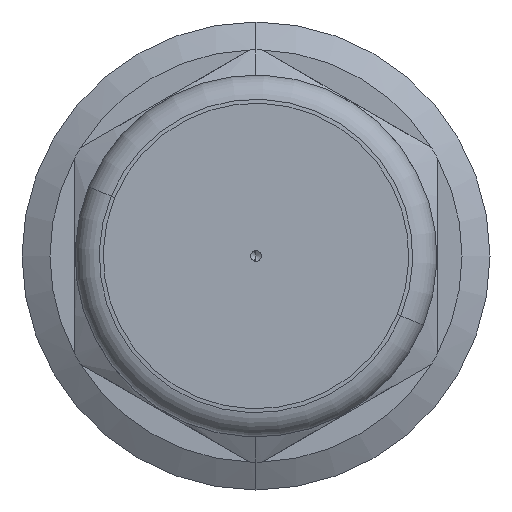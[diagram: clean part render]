
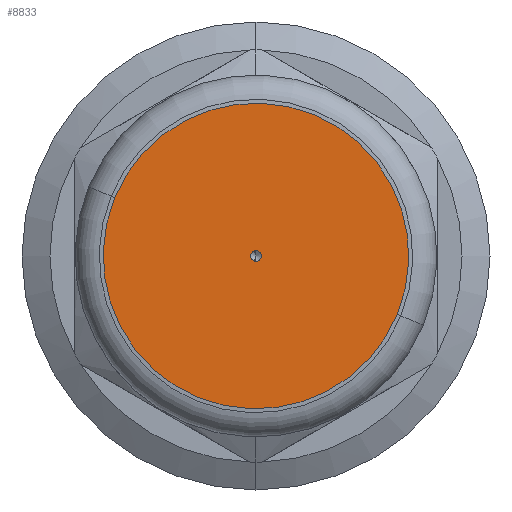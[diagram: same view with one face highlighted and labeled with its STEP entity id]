
A CAD part, left-side view. The second image highlights one B-rep face of the part: STEP entity #8833.
In plain terms, the highlighted planar face has unit normal (-1, 0, 0).
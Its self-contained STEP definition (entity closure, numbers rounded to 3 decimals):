
#346 = ORIENTED_EDGE ( 'NONE', *, *, #5386, .T. ) ;
#658 = PLANE ( 'NONE',  #7927 ) ;
#834 = VERTEX_POINT ( 'NONE', #2106 ) ;
#882 = EDGE_LOOP ( 'NONE', ( #15985, #15816 ) ) ;
#1069 = DIRECTION ( 'NONE',  ( 1., 0., 0. ) ) ;
#1592 = FACE_BOUND ( 'NONE', #7449, .T. ) ;
#1999 = CARTESIAN_POINT ( 'NONE',  ( -68.9, 0., 0. ) ) ;
#2098 = VERTEX_POINT ( 'NONE', #3047 ) ;
#2106 = CARTESIAN_POINT ( 'NONE',  ( -68.9, -0.555, -0.229 ) ) ;
#2122 = DIRECTION ( 'NONE',  ( 1., 0., 0. ) ) ;
#2622 = FACE_OUTER_BOUND ( 'NONE', #882, .T. ) ;
#3047 = CARTESIAN_POINT ( 'NONE',  ( -68.9, 16.035, 6.625 ) ) ;
#3185 = CARTESIAN_POINT ( 'NONE',  ( -68.9, 0.555, 0.229 ) ) ;
#3765 = CARTESIAN_POINT ( 'NONE',  ( -68.9, 0., 0. ) ) ;
#3984 = VERTEX_POINT ( 'NONE', #9495 ) ;
#4607 = CARTESIAN_POINT ( 'NONE',  ( -68.9, -0.555, -0.229 ) ) ;
#5154 = DIRECTION ( 'NONE',  ( 0., -0.924, -0.382 ) ) ;
#5345 = VERTEX_POINT ( 'NONE', #3185 ) ;
#5386 = EDGE_CURVE ( 'NONE', #834, #5345, #9268, .T. ) ;
#6443 = CIRCLE ( 'NONE', #7166, 17.35 ) ;
#7166 = AXIS2_PLACEMENT_3D ( 'NONE', #9893, #2122, #12238 ) ;
#7449 = EDGE_LOOP ( 'NONE', ( #346, #16494 ) ) ;
#7470 = DIRECTION ( 'NONE',  ( -1., 0., 0. ) ) ;
#7506 = EDGE_CURVE ( 'NONE', #2098, #3984, #10553, .T. ) ;
#7624 = CIRCLE ( 'NONE', #16335, 0.6 ) ;
#7750 = DIRECTION ( 'NONE',  ( 1., 0., 0. ) ) ;
#7927 = AXIS2_PLACEMENT_3D ( 'NONE', #4607, #7470, #15155 ) ;
#8833 = ADVANCED_FACE ( 'NONE', ( #1592, #2622 ), #658, .T. ) ;
#9065 = DIRECTION ( 'NONE',  ( 0., -0.924, -0.382 ) ) ;
#9268 = CIRCLE ( 'NONE', #13073, 0.6 ) ;
#9495 = CARTESIAN_POINT ( 'NONE',  ( -68.9, -16.035, -6.625 ) ) ;
#9608 = EDGE_CURVE ( 'NONE', #3984, #2098, #6443, .T. ) ;
#9893 = CARTESIAN_POINT ( 'NONE',  ( -68.9, 0., 0. ) ) ;
#10553 = CIRCLE ( 'NONE', #14154, 17.35 ) ;
#10604 = CARTESIAN_POINT ( 'NONE',  ( -68.9, 0., 0. ) ) ;
#11083 = DIRECTION ( 'NONE',  ( 1., 0., 0. ) ) ;
#11410 = EDGE_CURVE ( 'NONE', #5345, #834, #7624, .T. ) ;
#12238 = DIRECTION ( 'NONE',  ( 0., -0.924, -0.382 ) ) ;
#13073 = AXIS2_PLACEMENT_3D ( 'NONE', #3765, #1069, #5154 ) ;
#14154 = AXIS2_PLACEMENT_3D ( 'NONE', #10604, #7750, #9065 ) ;
#15155 = DIRECTION ( 'NONE',  ( 0., 0.924, 0.382 ) ) ;
#15816 = ORIENTED_EDGE ( 'NONE', *, *, #7506, .F. ) ;
#15985 = ORIENTED_EDGE ( 'NONE', *, *, #9608, .F. ) ;
#16335 = AXIS2_PLACEMENT_3D ( 'NONE', #1999, #11083, #16356 ) ;
#16356 = DIRECTION ( 'NONE',  ( 0., -0.924, -0.382 ) ) ;
#16494 = ORIENTED_EDGE ( 'NONE', *, *, #11410, .T. ) ;
